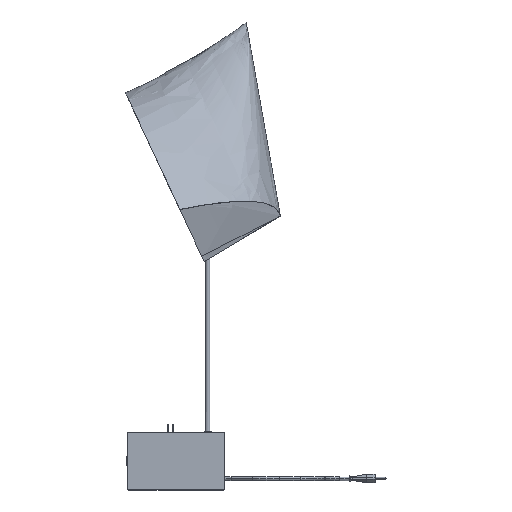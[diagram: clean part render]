
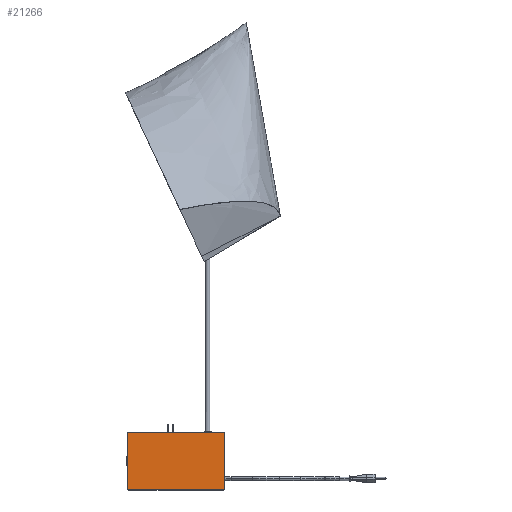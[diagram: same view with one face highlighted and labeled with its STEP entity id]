
A CAD part, front view. The second image highlights one B-rep face of the part: STEP entity #21266.
In plain terms, the highlighted planar face has unit normal (0, -1, 0).
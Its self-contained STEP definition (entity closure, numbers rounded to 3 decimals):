
#491 = VECTOR ( 'NONE', #27457, 1000. ) ;
#2294 = ORIENTED_EDGE ( 'NONE', *, *, #38622, .T. ) ;
#5222 = VECTOR ( 'NONE', #35560, 1000. ) ;
#5341 = LINE ( 'NONE', #24130, #44102 ) ;
#6434 = CARTESIAN_POINT ( 'NONE',  ( 85., -74., 0. ) ) ;
#6826 = LINE ( 'NONE', #10357, #5222 ) ;
#10357 = CARTESIAN_POINT ( 'NONE',  ( 85., -74., 100. ) ) ;
#11121 = DIRECTION ( 'NONE',  ( 0., 0., -1. ) ) ;
#13462 = VERTEX_POINT ( 'NONE', #32053 ) ;
#14171 = FACE_OUTER_BOUND ( 'NONE', #43106, .T. ) ;
#17558 = VERTEX_POINT ( 'NONE', #37969 ) ;
#18264 = LINE ( 'NONE', #6434, #491 ) ;
#18580 = ORIENTED_EDGE ( 'NONE', *, *, #44347, .F. ) ;
#18949 = EDGE_CURVE ( 'NONE', #39849, #40505, #25451, .T. ) ;
#21266 = ADVANCED_FACE ( 'NONE', ( #14171 ), #26608, .F. ) ;
#23581 = CARTESIAN_POINT ( 'NONE',  ( -85., -74., 0. ) ) ;
#24130 = CARTESIAN_POINT ( 'NONE',  ( 85., -74., 100. ) ) ;
#25362 = EDGE_CURVE ( 'NONE', #13462, #17558, #6826, .T. ) ;
#25451 = LINE ( 'NONE', #31698, #34565 ) ;
#26608 = PLANE ( 'NONE',  #27426 ) ;
#27426 = AXIS2_PLACEMENT_3D ( 'NONE', #30208, #30359, #33643 ) ;
#27457 = DIRECTION ( 'NONE',  ( 1., 0., 0. ) ) ;
#30208 = CARTESIAN_POINT ( 'NONE',  ( 85., -74., 100. ) ) ;
#30359 = DIRECTION ( 'NONE',  ( 0., 1., 0. ) ) ;
#31059 = DIRECTION ( 'NONE',  ( 1., 0., 0. ) ) ;
#31698 = CARTESIAN_POINT ( 'NONE',  ( -85., -74., 100. ) ) ;
#32053 = CARTESIAN_POINT ( 'NONE',  ( 85., -74., 100. ) ) ;
#33530 = ORIENTED_EDGE ( 'NONE', *, *, #18949, .T. ) ;
#33643 = DIRECTION ( 'NONE',  ( -1., 0., 0. ) ) ;
#34565 = VECTOR ( 'NONE', #11121, 1000. ) ;
#35560 = DIRECTION ( 'NONE',  ( 0., 0., -1. ) ) ;
#37969 = CARTESIAN_POINT ( 'NONE',  ( 85., -74., 0. ) ) ;
#38622 = EDGE_CURVE ( 'NONE', #40505, #17558, #18264, .T. ) ;
#39849 = VERTEX_POINT ( 'NONE', #40759 ) ;
#40505 = VERTEX_POINT ( 'NONE', #23581 ) ;
#40759 = CARTESIAN_POINT ( 'NONE',  ( -85., -74., 100. ) ) ;
#41504 = ORIENTED_EDGE ( 'NONE', *, *, #25362, .F. ) ;
#43106 = EDGE_LOOP ( 'NONE', ( #2294, #41504, #18580, #33530 ) ) ;
#44102 = VECTOR ( 'NONE', #31059, 1000. ) ;
#44347 = EDGE_CURVE ( 'NONE', #39849, #13462, #5341, .T. ) ;
